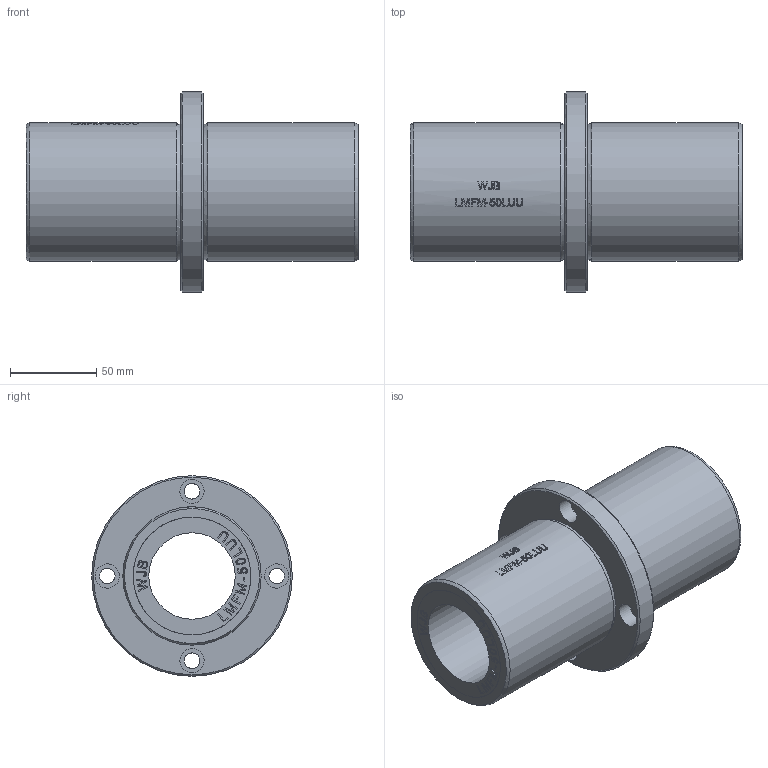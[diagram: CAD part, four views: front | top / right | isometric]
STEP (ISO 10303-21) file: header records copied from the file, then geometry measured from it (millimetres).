
FILE_DESCRIPTION(/* description */ (''),/* implementation_level */ '2;1');
FILE_NAME(/* name */ 'WJB-LMFM-50LUU.stp',/* time_stamp */ '2018-09-23T09:00:49+08:00',/* author */ (''),/* organization */ (''),/* preprocessor_version */ 'ST-DEVELOPER v11',/* originating_system */ 'SIEMENS UGS NX 6.0',/* authorisation */ '');
FILE_SCHEMA (('CONFIG_CONTROL_DESIGN'));
Length unit declared in the file: millimetre
Products named in the file (1): WJB-LMFM-50LUU
Bounding box: 192 x 116 x 116 mm (x, y, z)
Volume: 651751.5 mm3; surface area: 98479 mm2
Topology: 1 solids, 1 shells, 393 faces, 1033 edges, 698 vertices
Faces by surface type: plane 264, extrusion 93, cylinder 30, torus 4, cone 2
Full cylindrical faces by diameter (mm): 9 x4, 14 x4, 50 x1, 68 x2, 80 x2, 116 x1
Entity records: 15537 total; most frequent: CARTESIAN_POINT 6425, ORIENTED_EDGE 2026, DIRECTION 1414, EDGE_CURVE 1013, VERTEX_POINT 698, VECTOR 628, LINE 535, EDGE_LOOP 479
